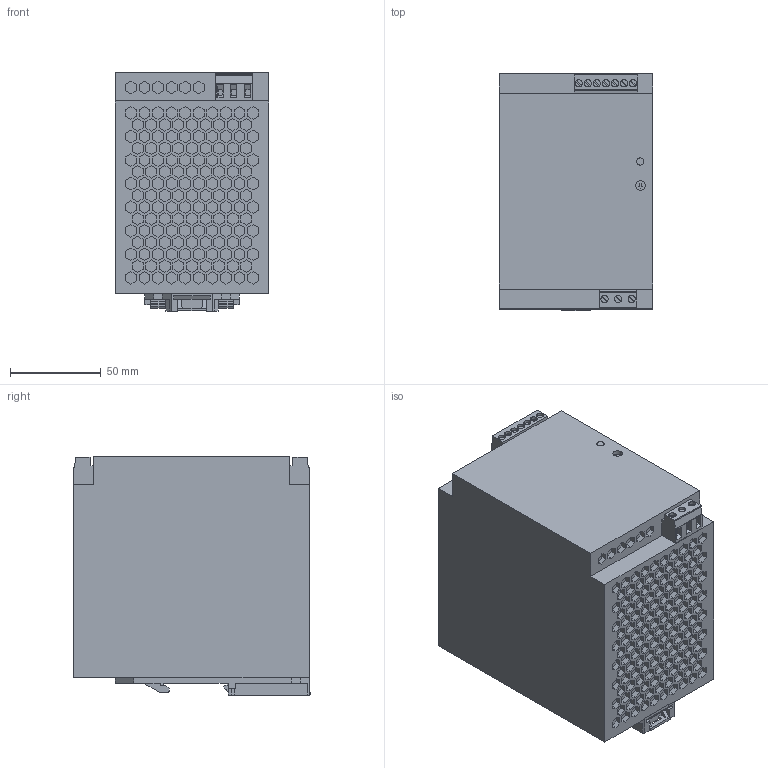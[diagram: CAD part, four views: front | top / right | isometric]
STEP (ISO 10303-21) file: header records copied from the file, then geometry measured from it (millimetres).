
FILE_DESCRIPTION(('Creo Elements/Direct Modeling STEP Export'),'2;1');
FILE_NAME('model.stp','2021-03-17T11:21:29',(''),(''),'Creo Elements/Direct Modeling STEP processor for AP214 (Solid Model)','Creo Elements/Direct Modeling 20.1D 10-Oct-2020 (C) Parametric Technology GmbH','');
FILE_SCHEMA(('AUTOMOTIVE_DESIGN { 1 0 10303 214 1 1 1 1 }'));
Products named in the file (2): QUINT_PS_100_24AC_12DC_10-select
Assembly tree (1 placements, depth 2):
  QUINT_PS_100_24AC_12DC_10-select
    QUINT_PS_100_24AC_12DC_10-select
Bounding box: 85 x 130.8 x 131.6 mm (x, y, z)
Volume: 1323617.8 mm3; surface area: 98504.4 mm2
Topology: 1 solids, 1 shells, 2443 faces, 6311 edges, 4200 vertices
Faces by surface type: plane 2415, cylinder 28
Entity records: 92168 total; most frequent: CARTESIAN_POINT 12892, ORIENTED_EDGE 12622, DIRECTION 11179, EDGE_CURVE 6311, VECTOR 6205, LINE 6205, VERTEX_POINT 4200, EDGE_LOOP 2775
